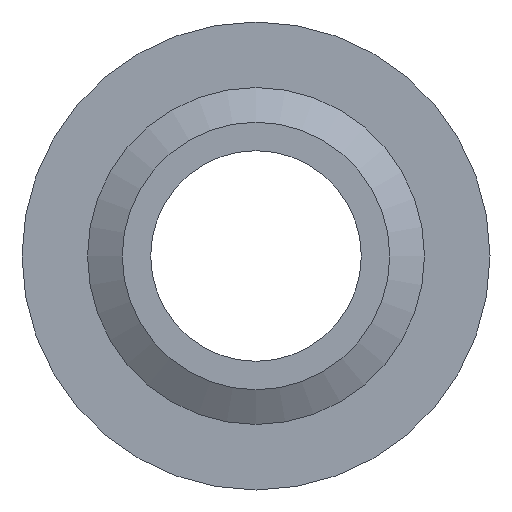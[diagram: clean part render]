
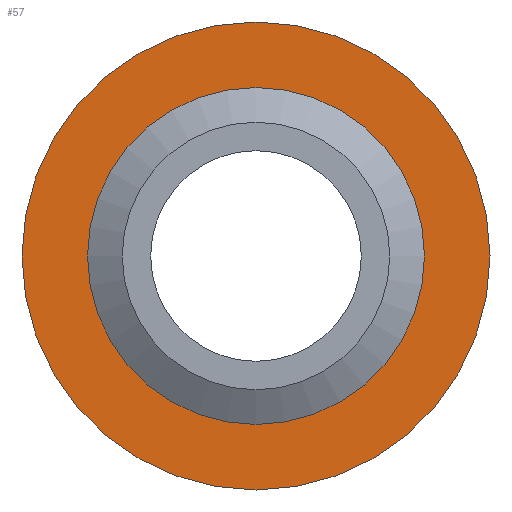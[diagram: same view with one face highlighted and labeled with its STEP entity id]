
A CAD part, left-side view. The second image highlights one B-rep face of the part: STEP entity #57.
In plain terms, the highlighted planar face has unit normal (-1, 0, 0).
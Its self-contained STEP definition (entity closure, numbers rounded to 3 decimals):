
#57=ADVANCED_FACE('',(#120,#122),#124,.F.);
#120=FACE_BOUND('',#121,.T.);
#121=EDGE_LOOP('',(#176));
#122=FACE_BOUND('',#123,.T.);
#123=EDGE_LOOP('',(#177));
#124=PLANE('',#125);
#125=AXIS2_PLACEMENT_3D('',#126,#127,#128);
#126=CARTESIAN_POINT('',(0.,0.,0.));
#127=DIRECTION('',(1.,0.,0.));
#128=DIRECTION('',(0.,1.,0.));
#176=ORIENTED_EDGE('',*,*,#190,.F.);
#177=ORIENTED_EDGE('',*,*,#191,.F.);
#190=EDGE_CURVE('',#199,#199,#200,.T.);
#191=EDGE_CURVE('',#201,#201,#202,.F.);
#199=VERTEX_POINT('',#219);
#200=CIRCLE('',#220,7.);
#201=VERTEX_POINT('',#224);
#202=CIRCLE('',#225,5.039);
#219=CARTESIAN_POINT('',(0.,7.,0.));
#220=AXIS2_PLACEMENT_3D('',#221,#222,#223);
#221=CARTESIAN_POINT('',(0.,0.,0.));
#222=DIRECTION('',(1.,0.,0.));
#223=DIRECTION('',(0.,1.,0.));
#224=CARTESIAN_POINT('',(0.,5.039,0.));
#225=AXIS2_PLACEMENT_3D('',#226,#227,#228);
#226=CARTESIAN_POINT('',(0.,0.,0.));
#227=DIRECTION('',(1.,0.,0.));
#228=DIRECTION('',(0.,1.,0.));
